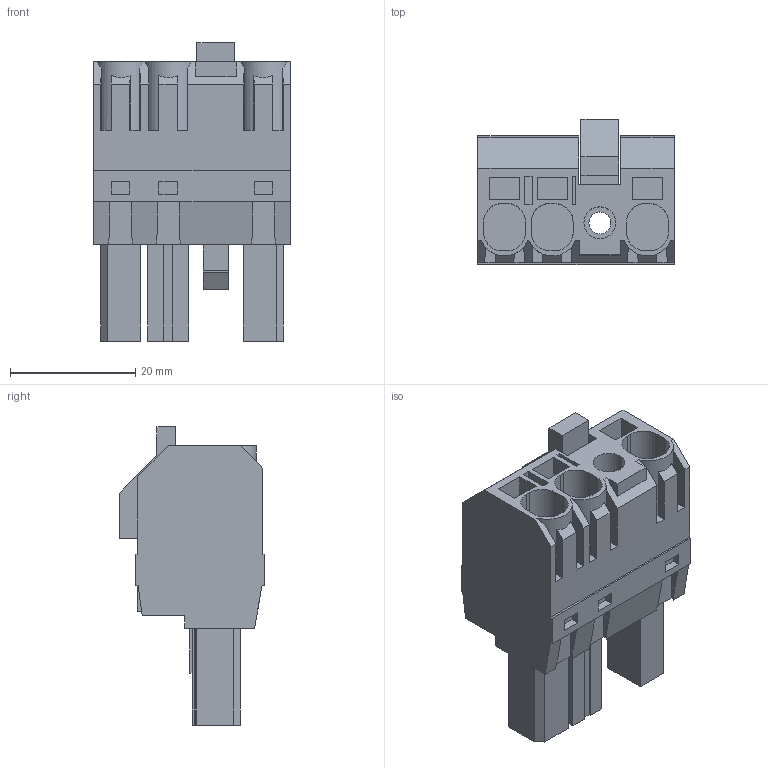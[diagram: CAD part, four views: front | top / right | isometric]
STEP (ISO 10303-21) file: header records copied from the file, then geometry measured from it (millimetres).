
FILE_DESCRIPTION(('CATIA V5 STEP Exchange','CAx-IF Rec.Pracs.--- Model Styling and Organization---1.4--- 2014-01-23'),'2;1');
FILE_NAME ('D1447941_1_1060580000_1060580000.stp','2023-09-07T12:48:59+00:00',('none'),('Weidmueller'),'CATIA Version 5-6 Release 2016 SP3 HF44','CATIA V5 STEP AP214','none');
FILE_SCHEMA(('AUTOMOTIVE_DESIGN { 1 0 10303 214 1 1 1 1 }'));
Length unit declared in the file: millimetre
Products named in the file (1): 1060580000
Bounding box: 31.38 x 23.2 x 47.7 mm (x, y, z)
Volume: 16848.1 mm3; surface area: 8878.5 mm2
Topology: 2 solids, 2 shells, 323 faces, 895 edges, 597 vertices
Faces by surface type: plane 304, cylinder 19
Entity records: 9905 total; most frequent: CARTESIAN_POINT 1908, ORIENTED_EDGE 1790, DIRECTION 1380, EDGE_CURVE 895, VECTOR 845, LINE 845, VERTEX_POINT 597, EDGE_LOOP 346
